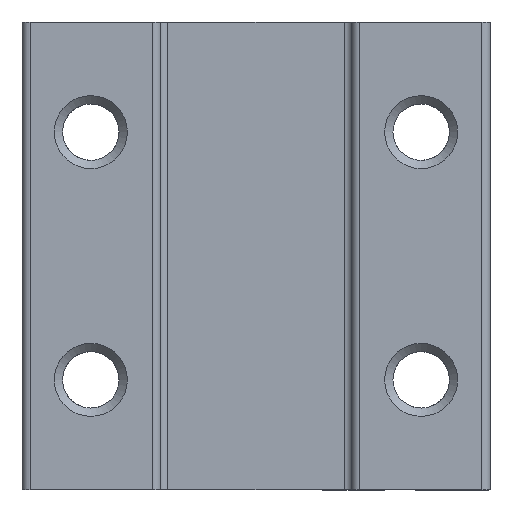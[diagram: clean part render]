
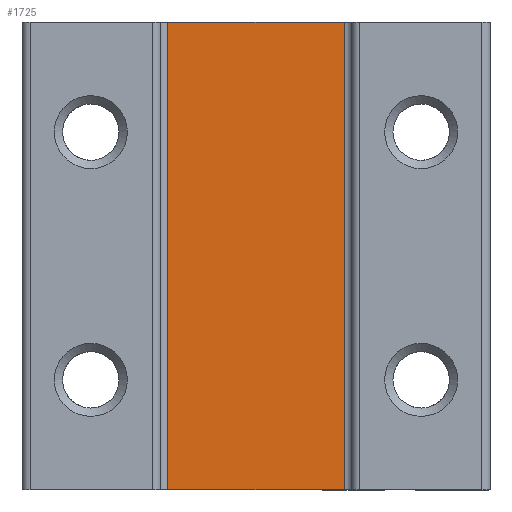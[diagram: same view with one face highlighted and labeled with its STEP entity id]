
A CAD part, front view. The second image highlights one B-rep face of the part: STEP entity #1725.
In plain terms, the highlighted planar face has unit normal (0, -1, 0).
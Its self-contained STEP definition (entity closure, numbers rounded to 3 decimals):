
#161=FACE_OUTER_BOUND('',#267,.T.);
#267=EDGE_LOOP('',(#1521,#1522,#1523,#1524));
#486=LINE('',#2935,#650);
#505=LINE('',#3017,#669);
#509=LINE('',#3041,#673);
#515=LINE('',#3052,#679);
#650=VECTOR('',#2241,10.);
#669=VECTOR('',#2320,10.);
#673=VECTOR('',#2352,10.);
#679=VECTOR('',#2368,10.);
#812=VERTEX_POINT('',#2932);
#813=VERTEX_POINT('',#2934);
#845=VERTEX_POINT('',#3014);
#846=VERTEX_POINT('',#3016);
#1032=EDGE_CURVE('',#812,#813,#486,.T.);
#1078=EDGE_CURVE('',#845,#846,#505,.T.);
#1089=EDGE_CURVE('',#846,#812,#509,.T.);
#1095=EDGE_CURVE('',#813,#845,#515,.T.);
#1521=ORIENTED_EDGE('',*,*,#1095,.F.);
#1522=ORIENTED_EDGE('',*,*,#1032,.F.);
#1523=ORIENTED_EDGE('',*,*,#1089,.F.);
#1524=ORIENTED_EDGE('',*,*,#1078,.F.);
#1644=PLANE('',#1902);
#1725=ADVANCED_FACE('',(#161),#1644,.F.);
#1902=AXIS2_PLACEMENT_3D('',#3053,#2369,#2370);
#2241=DIRECTION('',(1.,0.,0.));
#2320=DIRECTION('',(-1.,0.,0.));
#2352=DIRECTION('',(0.,0.,1.));
#2368=DIRECTION('',(0.,0.,-1.));
#2369=DIRECTION('center_axis',(0.,1.,0.));
#2370=DIRECTION('ref_axis',(0.,0.,1.));
#2932=CARTESIAN_POINT('',(10.6,0.8,34.));
#2934=CARTESIAN_POINT('',(23.4,0.8,34.));
#2935=CARTESIAN_POINT('',(12.25,0.8,34.));
#3014=CARTESIAN_POINT('',(23.4,0.8,0.));
#3016=CARTESIAN_POINT('',(10.6,0.8,0.));
#3017=CARTESIAN_POINT('',(21.75,0.8,0.));
#3041=CARTESIAN_POINT('',(10.6,0.8,8.5));
#3052=CARTESIAN_POINT('',(23.4,0.8,25.5));
#3053=CARTESIAN_POINT('Origin',(17.,0.8,17.));
